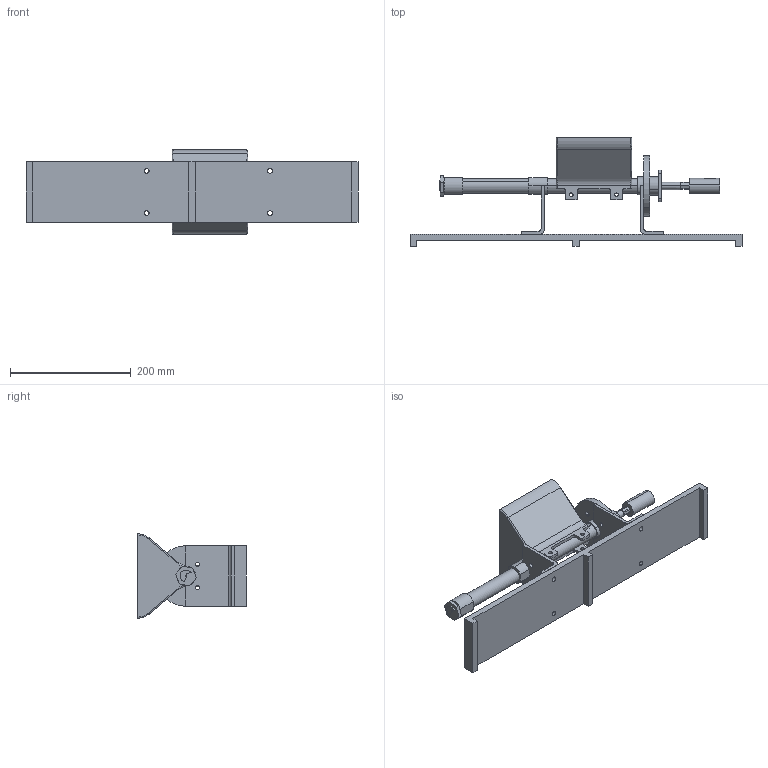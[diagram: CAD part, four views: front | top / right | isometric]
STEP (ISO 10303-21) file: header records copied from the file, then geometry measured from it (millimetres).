
FILE_DESCRIPTION (( 'STEP AP214' ), '1' );
FILE_NAME ('Assem1.STEP', '2013-05-06T20:13:35', ( 'tore' ), ( '' ), 'SwSTEP 2.0', 'SolidWorks 2012', '' );
FILE_SCHEMA (( 'AUTOMOTIVE_DESIGN' ));
Length unit declared in the file: millimetre
Products named in the file (13): tramoggia3; accordo motore; raccordo; pipe nipple2; pipe flange; nozzle2; hopper base2; bronzina; Auger drill bit; auger bearing plate; hopper base bracket2; basement; Assem1
Assembly tree (14 placements, depth 2):
  Assem1
    basement
    hopper base bracket2  x2
    auger bearing plate
    Auger drill bit
    bronzina
    hopper base2
    nozzle2
    pipe flange
    pipe nipple2
    raccordo  x2
    accordo motore
    tramoggia3
Bounding box: 550 x 180 x 140 mm (x, y, z)
Volume: 1141638.9 mm3; surface area: 372746.3 mm2
Topology: 14 solids, 14 shells, 352 faces, 902 edges, 579 vertices
Faces by surface type: cylinder 184, plane 131, torus 23, cone 12, bspline 2
Entity records: 16120 total; most frequent: CARTESIAN_POINT 7451, DIRECTION 1724, ORIENTED_EDGE 1654, EDGE_CURVE 827, AXIS2_PLACEMENT_3D 646, VERTEX_POINT 529, LINE 432, VECTOR 432
